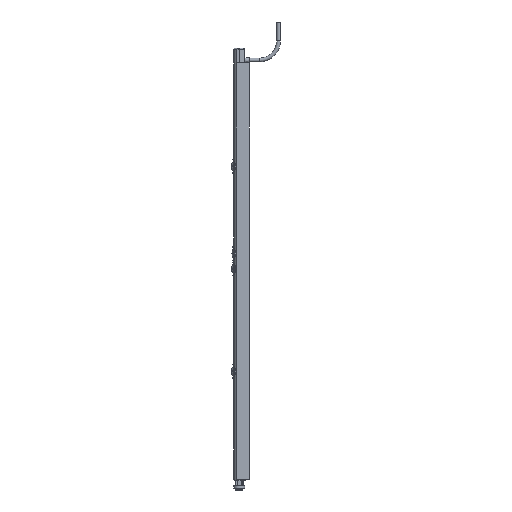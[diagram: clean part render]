
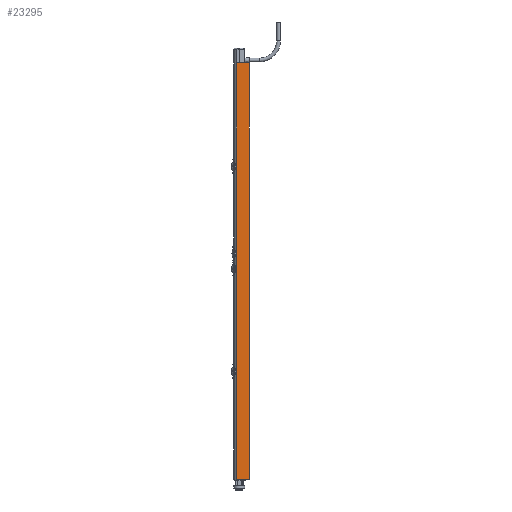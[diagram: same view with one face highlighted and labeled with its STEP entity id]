
A CAD part, left-side view. The second image highlights one B-rep face of the part: STEP entity #23295.
In plain terms, the highlighted planar face has unit normal (-1, 0, 0).
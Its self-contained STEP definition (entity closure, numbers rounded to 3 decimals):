
#1=DIRECTION('',(0.,0.,-1.));
#2=VECTOR('',#1,438.45);
#3=CARTESIAN_POINT('',(-6.,-8.,217.));
#4=LINE('',#3,#2);
#5=DIRECTION('',(0.,0.,-1.));
#6=VECTOR('',#5,438.45);
#7=CARTESIAN_POINT('',(-6.,4.973,217.));
#8=LINE('',#7,#6);
#51=DIRECTION('',(0.,-1.,0.));
#52=VECTOR('',#51,12.973);
#53=CARTESIAN_POINT('',(-6.,4.973,-221.45));
#54=LINE('',#53,#52);
#298=DIRECTION('',(0.,-1.,0.));
#299=VECTOR('',#298,12.973);
#300=CARTESIAN_POINT('',(-6.,4.973,217.));
#301=LINE('',#300,#299);
#21152=CARTESIAN_POINT('',(-6.,4.973,217.));
#21153=CARTESIAN_POINT('',(-6.,4.973,-221.45));
#21154=VERTEX_POINT('',#21152);
#21155=VERTEX_POINT('',#21153);
#21277=CARTESIAN_POINT('',(-6.,-8.,-221.45));
#21279=VERTEX_POINT('',#21277);
#21280=CARTESIAN_POINT('',(-6.,-8.,217.));
#21281=VERTEX_POINT('',#21280);
#23280=CARTESIAN_POINT('',(-6.,5.317,-221.45));
#23281=DIRECTION('',(-1.,0.,0.));
#23282=DIRECTION('',(0.,-1.,0.));
#23283=AXIS2_PLACEMENT_3D('',#23280,#23281,#23282);
#23284=PLANE('',#23283);
#23286=ORIENTED_EDGE('',*,*,#23285,.T.);
#23288=ORIENTED_EDGE('',*,*,#23287,.F.);
#23290=ORIENTED_EDGE('',*,*,#23289,.F.);
#23292=ORIENTED_EDGE('',*,*,#23291,.T.);
#23293=EDGE_LOOP('',(#23286,#23288,#23290,#23292));
#23294=FACE_OUTER_BOUND('',#23293,.F.);
#23295=ADVANCED_FACE('',(#23294),#23284,.T.);
#23285=EDGE_CURVE('',#21281,#21279,#4,.T.);
#23287=EDGE_CURVE('',#21155,#21279,#54,.T.);
#23289=EDGE_CURVE('',#21154,#21155,#8,.T.);
#23291=EDGE_CURVE('',#21154,#21281,#301,.T.);
